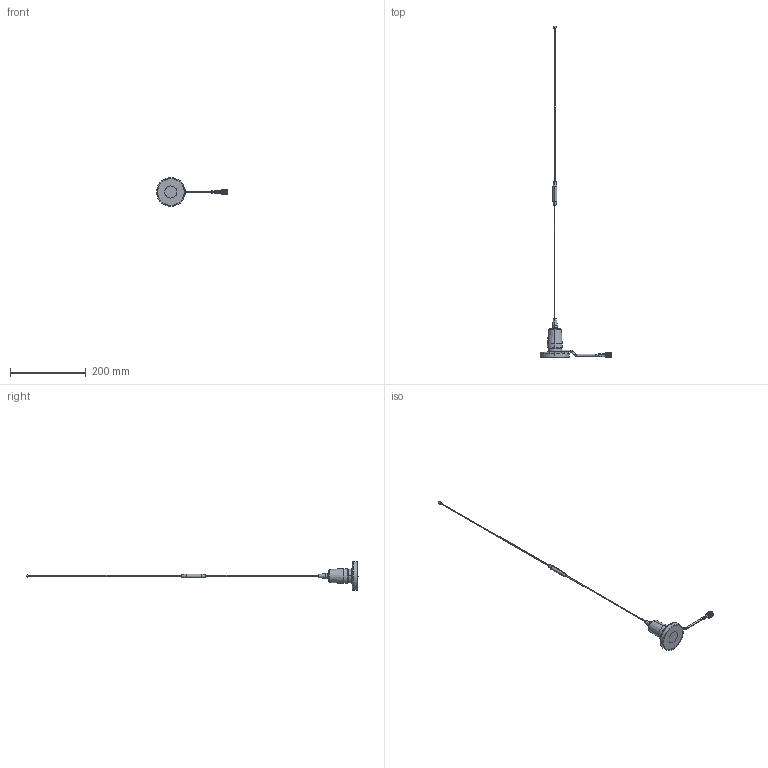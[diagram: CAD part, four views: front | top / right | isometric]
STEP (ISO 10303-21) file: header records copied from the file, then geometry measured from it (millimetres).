
FILE_DESCRIPTION (( 'STEP AP214' ), '1' );
FILE_NAME ('FMANMOB1007-RTP_3D.step', '2025-10-27T22:35:31', ( '' ), ( '' ), 'SwSTEP 2.0', 'SolidWorks 2025', '' );
FILE_SCHEMA (( 'AUTOMOTIVE_DESIGN' ));
Length unit declared in the file: inch
Products named in the file (6): FMMA1-RTPA10; FMANMOB1007-RTP_3D; 1085 230124; Copy of RTP 230124^FMMA1-RTPA10; Copy of HeatShrink-195-3_230124^FMMA1-RTPA10; Copy of NMO Base w Cable^FMMA1-RTPA10
Assembly tree (5 placements, depth 3):
  FMANMOB1007-RTP_3D
    FMMA1-RTPA10
      Copy of NMO Base w Cable^FMMA1-RTPA10
      Copy of HeatShrink-195-3_230124^FMMA1-RTPA10
      Copy of RTP 230124^FMMA1-RTPA10
    1085 230124
Bounding box: 187.49 x 876.69 x 76 mm (x, y, z)
Volume: 129096.1 mm3; surface area: 62852.4 mm2
Topology: 11 solids, 11 shells, 2852 faces, 6102 edges, 3289 vertices
Faces by surface type: bspline 2016, cylinder 658, plane 108, cone 56, torus 12, sphere 2
Entity records: 109489 total; most frequent: CARTESIAN_POINT 70342, ORIENTED_EDGE 12186, EDGE_CURVE 6093, VERTEX_POINT 3286, DIRECTION 3016, EDGE_LOOP 2895, ADVANCED_FACE 2852, FACE_OUTER_BOUND 2852
